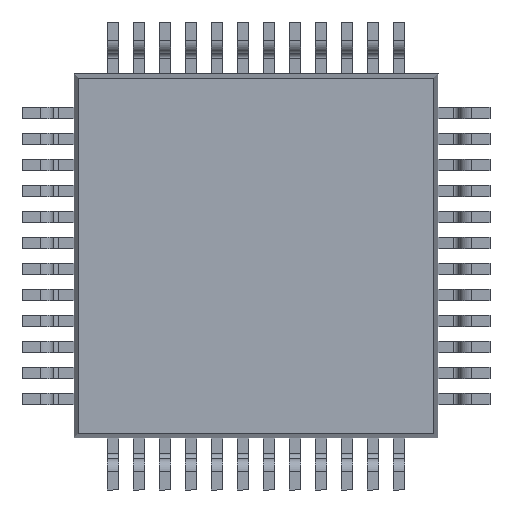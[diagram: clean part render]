
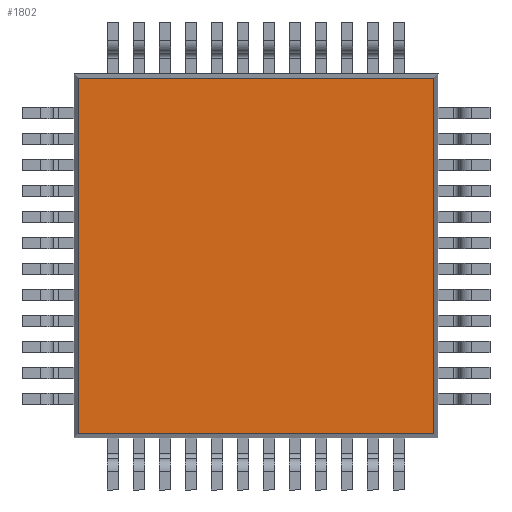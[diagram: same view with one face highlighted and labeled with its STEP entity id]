
A CAD part, front view. The second image highlights one B-rep face of the part: STEP entity #1802.
In plain terms, the highlighted planar face has unit normal (0, -1, 0).
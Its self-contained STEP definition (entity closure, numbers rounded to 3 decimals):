
#398 = DIRECTION ( 'NONE',  ( 0., 0., 1. ) ) ;
#684 = CARTESIAN_POINT ( 'NONE',  ( 3.5, 0.2, 3.423 ) ) ;
#766 = LINE ( 'NONE', #20120, #21094 ) ;
#1006 = CARTESIAN_POINT ( 'NONE',  ( -3.423, 0.2, 3.423 ) ) ;
#1463 = LINE ( 'NONE', #20437, #11838 ) ;
#1678 = EDGE_CURVE ( 'NONE', #3452, #6642, #10808, .T. ) ;
#1802 = ADVANCED_FACE ( 'NONE', ( #8230 ), #7695, .T. ) ;
#2522 = CARTESIAN_POINT ( 'NONE',  ( 3.423, 0.2, 3.423 ) ) ;
#3452 = VERTEX_POINT ( 'NONE', #2522 ) ;
#3630 = DIRECTION ( 'NONE',  ( 1., 0., 0. ) ) ;
#5252 = VERTEX_POINT ( 'NONE', #14567 ) ;
#6642 = VERTEX_POINT ( 'NONE', #1006 ) ;
#7357 = EDGE_CURVE ( 'NONE', #12492, #5252, #16776, .T. ) ;
#7619 = EDGE_LOOP ( 'NONE', ( #15370, #17895, #11272, #19183 ) ) ;
#7695 = PLANE ( 'NONE',  #8709 ) ;
#8230 = FACE_OUTER_BOUND ( 'NONE', #7619, .T. ) ;
#8709 = AXIS2_PLACEMENT_3D ( 'NONE', #9361, #11000, #12737 ) ;
#9361 = CARTESIAN_POINT ( 'NONE',  ( 0., 0.2, 0. ) ) ;
#9654 = VECTOR ( 'NONE', #3630, 1000. ) ;
#10808 = LINE ( 'NONE', #684, #13639 ) ;
#11000 = DIRECTION ( 'NONE',  ( 0., -1., 0. ) ) ;
#11272 = ORIENTED_EDGE ( 'NONE', *, *, #7357, .T. ) ;
#11838 = VECTOR ( 'NONE', #13701, 1000. ) ;
#11863 = CARTESIAN_POINT ( 'NONE',  ( -3.5, 0.2, -3.423 ) ) ;
#12492 = VERTEX_POINT ( 'NONE', #13816 ) ;
#12737 = DIRECTION ( 'NONE',  ( 0., 0., -1. ) ) ;
#13639 = VECTOR ( 'NONE', #15725, 1000. ) ;
#13701 = DIRECTION ( 'NONE',  ( 0., 0., -1. ) ) ;
#13816 = CARTESIAN_POINT ( 'NONE',  ( -3.423, 0.2, -3.423 ) ) ;
#14163 = EDGE_CURVE ( 'NONE', #6642, #12492, #1463, .T. ) ;
#14567 = CARTESIAN_POINT ( 'NONE',  ( 3.423, 0.2, -3.423 ) ) ;
#15370 = ORIENTED_EDGE ( 'NONE', *, *, #1678, .T. ) ;
#15725 = DIRECTION ( 'NONE',  ( -1., 0., 0. ) ) ;
#16776 = LINE ( 'NONE', #11863, #9654 ) ;
#17895 = ORIENTED_EDGE ( 'NONE', *, *, #14163, .T. ) ;
#18427 = EDGE_CURVE ( 'NONE', #5252, #3452, #766, .T. ) ;
#19183 = ORIENTED_EDGE ( 'NONE', *, *, #18427, .T. ) ;
#20120 = CARTESIAN_POINT ( 'NONE',  ( 3.423, 0.2, -3.5 ) ) ;
#20437 = CARTESIAN_POINT ( 'NONE',  ( -3.423, 0.2, 3.5 ) ) ;
#21094 = VECTOR ( 'NONE', #398, 1000. ) ;
